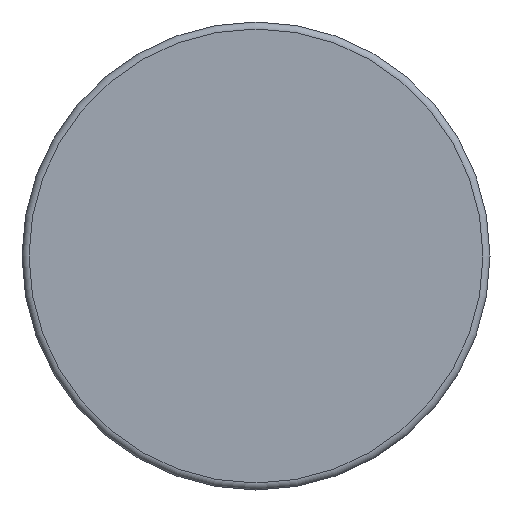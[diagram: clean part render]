
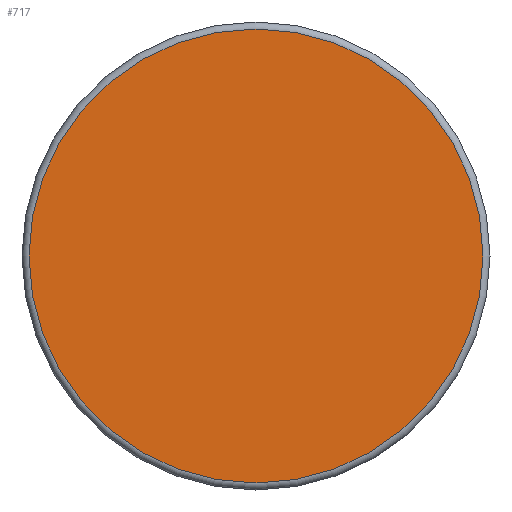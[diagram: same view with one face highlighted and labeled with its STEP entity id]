
A CAD part, front view. The second image highlights one B-rep face of the part: STEP entity #717.
In plain terms, the highlighted planar face has unit normal (0, -1, 0).
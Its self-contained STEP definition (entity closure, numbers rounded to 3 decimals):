
#61=PLANE('',#803);
#130=FACE_OUTER_BOUND('',#173,.T.);
#173=EDGE_LOOP('',(#577,#578));
#247=CIRCLE('',#804,9.718);
#248=CIRCLE('',#805,9.718);
#323=VERTEX_POINT('',#1257);
#324=VERTEX_POINT('',#1258);
#417=EDGE_CURVE('',#323,#324,#247,.T.);
#418=EDGE_CURVE('',#324,#323,#248,.T.);
#577=ORIENTED_EDGE('',*,*,#417,.F.);
#578=ORIENTED_EDGE('',*,*,#418,.F.);
#717=ADVANCED_FACE('',(#130),#61,.T.);
#803=AXIS2_PLACEMENT_3D('',#1256,#973,#974);
#804=AXIS2_PLACEMENT_3D('',#1259,#975,#976);
#805=AXIS2_PLACEMENT_3D('',#1260,#977,#978);
#973=DIRECTION('center_axis',(0.,-1.,0.));
#974=DIRECTION('ref_axis',(0.,0.,-1.));
#975=DIRECTION('center_axis',(0.,1.,0.));
#976=DIRECTION('ref_axis',(-1.,0.,0.));
#977=DIRECTION('center_axis',(0.,1.,0.));
#978=DIRECTION('ref_axis',(-1.,0.,0.));
#1256=CARTESIAN_POINT('Origin',(-4.859,0.,0.));
#1257=CARTESIAN_POINT('',(-9.718,0.,0.));
#1258=CARTESIAN_POINT('',(0.,0.,-9.718));
#1259=CARTESIAN_POINT('Origin',(0.,0.,0.));
#1260=CARTESIAN_POINT('Origin',(0.,0.,0.));
